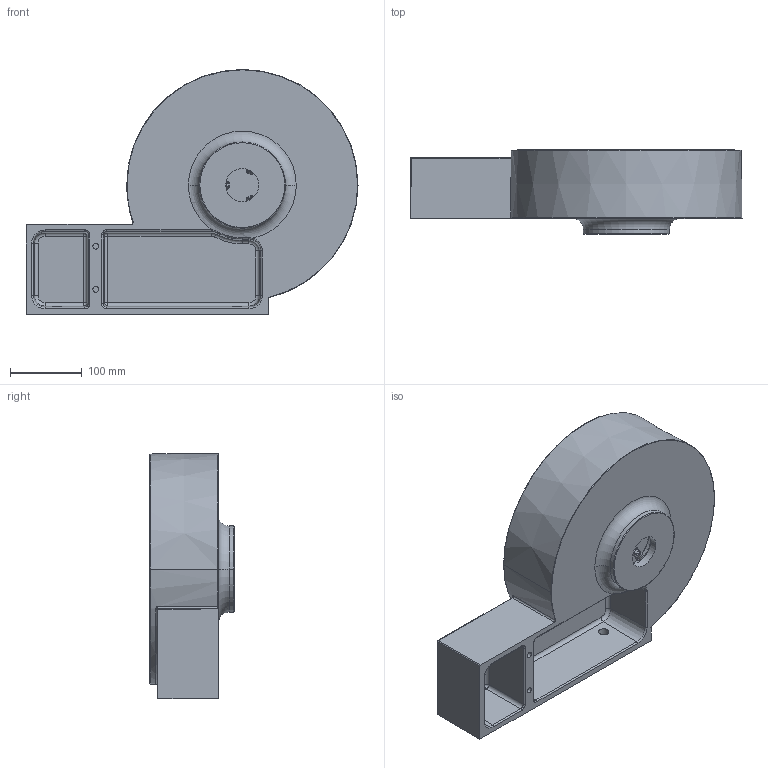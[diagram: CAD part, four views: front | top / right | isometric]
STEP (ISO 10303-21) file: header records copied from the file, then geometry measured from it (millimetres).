
FILE_DESCRIPTION (( 'STEP AP214' ), '1' );
FILE_NAME ('SCA-B5R.STEP', '2020-07-20T13:54:02', ( 'User' ), ( '' ), 'SwSTEP 2.0', 'SolidWorks 2019', '' );
FILE_SCHEMA (( 'AUTOMOTIVE_DESIGN' ));
Length unit declared in the file: millimetre
Products named in the file (2): SCA-B5R
Bounding box: 461.56 x 116.8 x 340.82 mm (x, y, z)
Volume: 3686651.4 mm3; surface area: 486127 mm2
Topology: 2 solids, 2 shells, 265 faces, 609 edges, 333 vertices
Faces by surface type: cylinder 86, torus 57, bspline 54, plane 44, cone 18, sphere 6
Entity records: 9551 total; most frequent: CARTESIAN_POINT 3951, ORIENTED_EDGE 1180, DIRECTION 1178, EDGE_CURVE 590, AXIS2_PLACEMENT_3D 496, VERTEX_POINT 333, CIRCLE 283, EDGE_LOOP 275
